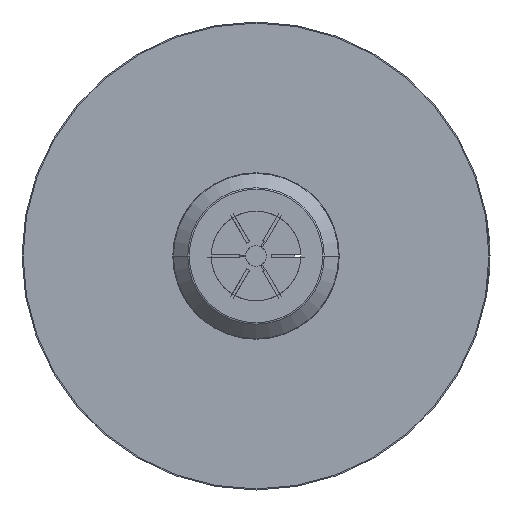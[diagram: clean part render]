
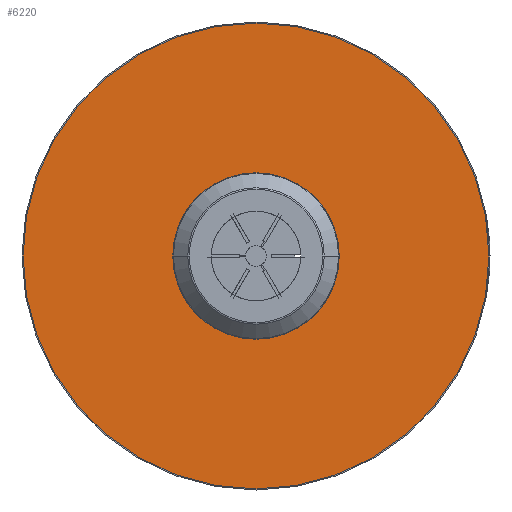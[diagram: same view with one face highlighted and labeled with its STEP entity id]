
A CAD part, left-side view. The second image highlights one B-rep face of the part: STEP entity #6220.
In plain terms, the highlighted planar face has unit normal (-1, 0, 0).
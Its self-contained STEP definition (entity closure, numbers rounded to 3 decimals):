
#270 = DIRECTION ( 'NONE',  ( 0., 0., -1. ) ) ;
#271 = DIRECTION ( 'NONE',  ( 1., 0., 0. ) ) ;
#278 = CARTESIAN_POINT ( 'NONE',  ( -126.4, 0., 0. ) ) ;
#279 = AXIS2_PLACEMENT_3D ( 'NONE', #278, #271, #270 ) ;
#280 = CIRCLE ( 'NONE', #279, 22.4 ) ;
#552 = CARTESIAN_POINT ( 'NONE',  ( -126.4, 0., 22.4 ) ) ;
#568 = CARTESIAN_POINT ( 'NONE',  ( -126.4, 0., -22.4 ) ) ;
#757 = CARTESIAN_POINT ( 'NONE',  ( -126.4, 0., -7. ) ) ;
#758 = CARTESIAN_POINT ( 'NONE',  ( -126.4, 0., 7. ) ) ;
#759 = DIRECTION ( 'NONE',  ( 0., 0., -1. ) ) ;
#760 = DIRECTION ( 'NONE',  ( 1., 0., 0. ) ) ;
#761 = CARTESIAN_POINT ( 'NONE',  ( -126.4, 0., 0. ) ) ;
#762 = AXIS2_PLACEMENT_3D ( 'NONE', #761, #760, #759 ) ;
#763 = CIRCLE ( 'NONE', #762, 7. ) ;
#2014 = CARTESIAN_POINT ( 'NONE',  ( -126.4, 0., 0. ) ) ;
#2015 = AXIS2_PLACEMENT_3D ( 'NONE', #2014, #2176, #2175 ) ;
#2055 = DIRECTION ( 'NONE',  ( 0., 0., 1. ) ) ;
#2056 = DIRECTION ( 'NONE',  ( -1., 0., 0. ) ) ;
#2057 = CARTESIAN_POINT ( 'NONE',  ( -126.4, 7., 0. ) ) ;
#2058 = AXIS2_PLACEMENT_3D ( 'NONE', #2057, #2056, #2055 ) ;
#2060 = PLANE ( 'NONE',  #2058 ) ;
#2061 = FACE_OUTER_BOUND ( 'NONE', #5967, .T. ) ;
#2062 = FACE_BOUND ( 'NONE', #6210, .T. ) ;
#2087 = CIRCLE ( 'NONE', #2179, 7. ) ;
#2095 = CIRCLE ( 'NONE', #2015, 22.4 ) ;
#2123 = DIRECTION ( 'NONE',  ( 0., 0., -1. ) ) ;
#2175 = DIRECTION ( 'NONE',  ( 0., 0., -1. ) ) ;
#2176 = DIRECTION ( 'NONE',  ( 1., 0., 0. ) ) ;
#2177 = DIRECTION ( 'NONE',  ( 1., 0., 0. ) ) ;
#2178 = CARTESIAN_POINT ( 'NONE',  ( -126.4, 0., 0. ) ) ;
#2179 = AXIS2_PLACEMENT_3D ( 'NONE', #2178, #2177, #2123 ) ;
#5962 = ORIENTED_EDGE ( 'NONE', *, *, #6178, .T. ) ;
#5963 = EDGE_CURVE ( 'NONE', #5983, #5982, #280, .T. ) ;
#5965 = ORIENTED_EDGE ( 'NONE', *, *, #5963, .F. ) ;
#5967 = EDGE_LOOP ( 'NONE', ( #5979, #5965 ) ) ;
#5979 = ORIENTED_EDGE ( 'NONE', *, *, #6167, .F. ) ;
#5982 = VERTEX_POINT ( 'NONE', #568 ) ;
#5983 = VERTEX_POINT ( 'NONE', #552 ) ;
#6089 = EDGE_CURVE ( 'NONE', #6090, #6091, #763, .T. ) ;
#6090 = VERTEX_POINT ( 'NONE', #758 ) ;
#6091 = VERTEX_POINT ( 'NONE', #757 ) ;
#6167 = EDGE_CURVE ( 'NONE', #5982, #5983, #2095, .T. ) ;
#6178 = EDGE_CURVE ( 'NONE', #6091, #6090, #2087, .T. ) ;
#6202 = ORIENTED_EDGE ( 'NONE', *, *, #6089, .T. ) ;
#6210 = EDGE_LOOP ( 'NONE', ( #5962, #6202 ) ) ;
#6220 = ADVANCED_FACE ( 'NONE', ( #2062, #2061 ), #2060, .T. ) ;
